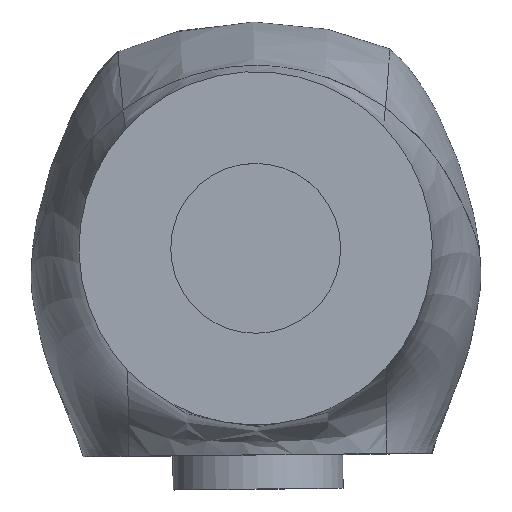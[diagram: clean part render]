
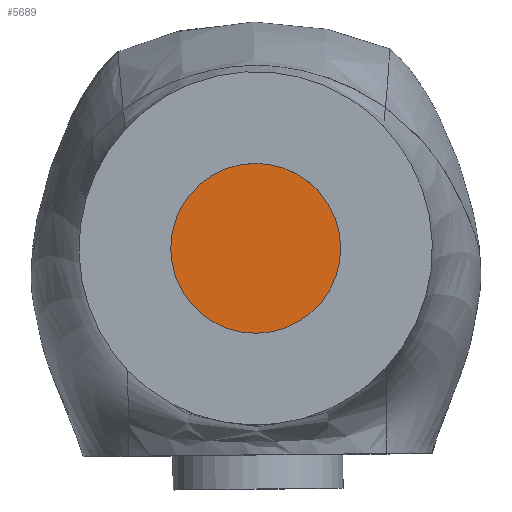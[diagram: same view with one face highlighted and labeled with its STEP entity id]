
A CAD part, top view. The second image highlights one B-rep face of the part: STEP entity #5689.
In plain terms, the highlighted planar face has unit normal (0, 0, 1).
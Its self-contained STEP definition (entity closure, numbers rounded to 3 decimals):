
#4100 = DIRECTION ( 'NONE',  ( -1., -0.01, 0. ) ) ;
#4123 = CARTESIAN_POINT ( 'NONE',  ( -24.562, -0.252, 1251.1 ) ) ;
#5599 = ORIENTED_EDGE ( 'NONE', *, *, #11894, .F. ) ;
#5689 = ADVANCED_FACE ( 'NONE', ( #19346 ), #19641, .F. ) ;
#6967 = VERTEX_POINT ( 'NONE', #4123 ) ;
#7239 = CARTESIAN_POINT ( 'NONE',  ( 0.436, 0., 1251.1 ) ) ;
#9192 = DIRECTION ( 'NONE',  ( 0., 0., -1. ) ) ;
#10291 = AXIS2_PLACEMENT_3D ( 'NONE', #7239, #16560, #4100 ) ;
#10718 = CARTESIAN_POINT ( 'NONE',  ( 0.436, 0., 1251.1 ) ) ;
#11894 = EDGE_CURVE ( 'NONE', #6967, #6967, #16758, .T. ) ;
#12135 = DIRECTION ( 'NONE',  ( 0., -1., 0. ) ) ;
#16560 = DIRECTION ( 'NONE',  ( 0., 0., -1. ) ) ;
#16758 = CIRCLE ( 'NONE', #10291, 25. ) ;
#19346 = FACE_OUTER_BOUND ( 'NONE', #19760, .T. ) ;
#19641 = PLANE ( 'NONE',  #19987 ) ;
#19760 = EDGE_LOOP ( 'NONE', ( #5599 ) ) ;
#19987 = AXIS2_PLACEMENT_3D ( 'NONE', #10718, #9192, #12135 ) ;
